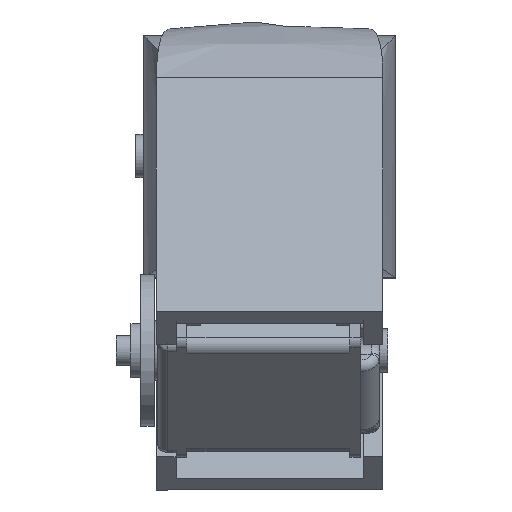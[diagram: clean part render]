
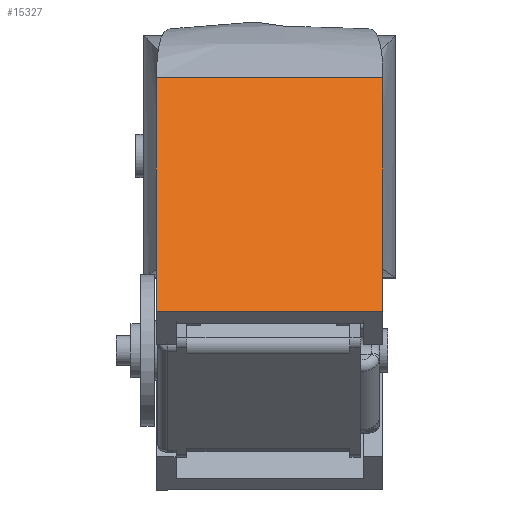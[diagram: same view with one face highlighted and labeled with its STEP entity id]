
A CAD part, top view. The second image highlights one B-rep face of the part: STEP entity #15327.
In plain terms, the highlighted planar face has unit normal (0, 0.707, 0.707).
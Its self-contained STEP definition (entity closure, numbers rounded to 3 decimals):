
#796=PLANE('',#16520);
#1565=FACE_OUTER_BOUND('',#2420,.T.);
#2420=EDGE_LOOP('',(#13587,#13588,#13589,#13590));
#4403=LINE('',#26001,#5996);
#4442=LINE('',#26288,#6035);
#4449=LINE('',#26303,#6042);
#4454=LINE('',#26312,#6047);
#5996=VECTOR('',#20203,10.);
#6035=VECTOR('',#20380,10.);
#6042=VECTOR('',#20397,10.);
#6047=VECTOR('',#20408,10.);
#7358=VERTEX_POINT('',#25838);
#7366=VERTEX_POINT('',#25952);
#7410=VERTEX_POINT('',#26286);
#7413=VERTEX_POINT('',#26302);
#9406=EDGE_CURVE('',#7358,#7366,#4403,.T.);
#9488=EDGE_CURVE('',#7366,#7410,#4442,.T.);
#9495=EDGE_CURVE('',#7413,#7410,#4449,.T.);
#9500=EDGE_CURVE('',#7358,#7413,#4454,.T.);
#13587=ORIENTED_EDGE('',*,*,#9406,.T.);
#13588=ORIENTED_EDGE('',*,*,#9488,.T.);
#13589=ORIENTED_EDGE('',*,*,#9495,.F.);
#13590=ORIENTED_EDGE('',*,*,#9500,.F.);
#15327=ADVANCED_FACE('',(#1565),#796,.T.);
#16520=AXIS2_PLACEMENT_3D('',#26311,#20406,#20407);
#20203=DIRECTION('',(-1.,0.,0.));
#20380=DIRECTION('',(0.,-0.707,0.707));
#20397=DIRECTION('',(-1.,0.,0.));
#20406=DIRECTION('center_axis',(0.,0.707,
0.707));
#20407=DIRECTION('ref_axis',(-1.,0.,0.));
#20408=DIRECTION('',(0.,-0.707,0.707));
#25838=CARTESIAN_POINT('',(20.85,14.084,197.426));
#25952=CARTESIAN_POINT('',(-20.85,14.084,197.426));
#26001=CARTESIAN_POINT('',(20.85,14.084,197.426));
#26286=CARTESIAN_POINT('',(-20.85,-29.05,240.56));
#26288=CARTESIAN_POINT('',(-20.85,14.084,197.426));
#26302=CARTESIAN_POINT('',(20.85,-29.05,240.56));
#26303=CARTESIAN_POINT('',(20.85,-29.05,240.56));
#26311=CARTESIAN_POINT('Origin',(20.85,14.084,197.426));
#26312=CARTESIAN_POINT('',(20.85,14.084,197.426));
